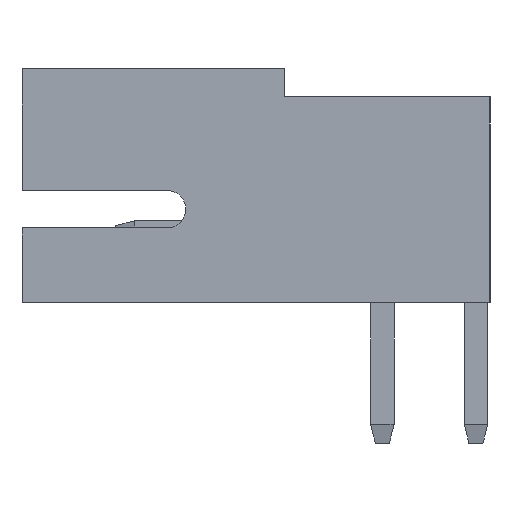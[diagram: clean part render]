
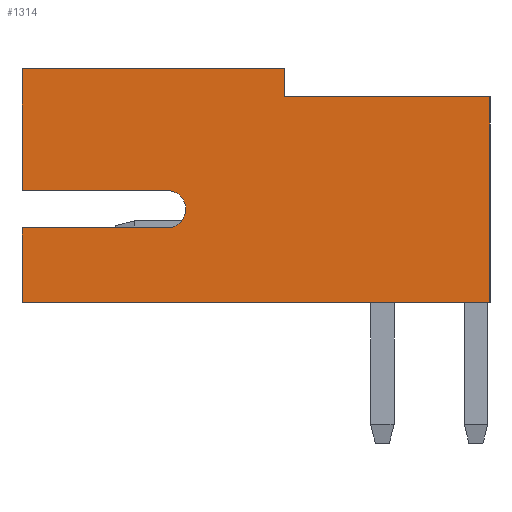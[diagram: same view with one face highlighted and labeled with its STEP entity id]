
A CAD part, left-side view. The second image highlights one B-rep face of the part: STEP entity #1314.
In plain terms, the highlighted planar face has unit normal (-1, 0, 0).
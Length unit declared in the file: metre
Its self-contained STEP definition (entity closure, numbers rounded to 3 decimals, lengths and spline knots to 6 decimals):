
#1214 = EDGE_CURVE( '', #3222, #3223, #3224, .T. );
#1280 = EDGE_CURVE( '', #3326, #3327, #3328, .T. );
#1314 = ADVANCED_FACE( '', ( #3383 ), #3384, .T. );
#1472 = EDGE_CURVE( '', #2844, #3627, #3628, .T. );
#1514 = EDGE_CURVE( '', #3690, #3691, #3692, .T. );
#1978 = EDGE_CURVE( '', #3890, #4125, #4338, .T. );
#2056 = EDGE_CURVE( '', #3890, #2844, #4440, .T. );
#2326 = EDGE_CURVE( '', #3690, #3327, #4784, .T. );
#2416 = EDGE_CURVE( '', #3326, #3222, #4891, .T. );
#2424 = EDGE_CURVE( '', #4133, #3691, #4901, .T. );
#2552 = EDGE_CURVE( '', #4125, #3223, #5057, .T. );
#2694 = EDGE_CURVE( '', #3627, #4133, #5227, .T. );
#2844 = VERTEX_POINT( '', #5409 );
#3222 = VERTEX_POINT( '', #5916 );
#3223 = VERTEX_POINT( '', #5917 );
#3224 = LINE( '', #5918, #5919 );
#3326 = VERTEX_POINT( '', #6054 );
#3327 = VERTEX_POINT( '', #6055 );
#3328 = CIRCLE( '', #6056, 0.0004 );
#3383 = FACE_OUTER_BOUND( '', #6130, .T. );
#3384 = PLANE( '', #6131 );
#3627 = VERTEX_POINT( '', #6479 );
#3628 = LINE( '', #6480, #6481 );
#3690 = VERTEX_POINT( '', #6575 );
#3691 = VERTEX_POINT( '', #6576 );
#3692 = LINE( '', #6577, #6578 );
#3890 = VERTEX_POINT( '', #6861 );
#4125 = VERTEX_POINT( '', #7213 );
#4133 = VERTEX_POINT( '', #7225 );
#4338 = LINE( '', #7539, #7540 );
#4440 = LINE( '', #7683, #7684 );
#4784 = CIRCLE( '', #8198, 0.0004 );
#4891 = LINE( '', #8370, #8371 );
#4901 = LINE( '', #8384, #8385 );
#5057 = LINE( '', #8627, #8628 );
#5227 = LINE( '', #8891, #8892 );
#5409 = CARTESIAN_POINT( '', ( -0.005, -0.0006, 0.004405 ) );
#5916 = CARTESIAN_POINT( '', ( -0.005, 0.005, 0.001605 ) );
#5917 = CARTESIAN_POINT( '', ( -0.005, 0.005, 0.000005 ) );
#5918 = CARTESIAN_POINT( '', ( -0.005, 0.005, 0.00235 ) );
#5919 = VECTOR( '', #9429, 1. );
#6054 = CARTESIAN_POINT( '', ( -0.005, 0.0019, 0.001605 ) );
#6055 = CARTESIAN_POINT( '', ( -0.005, 0.0015, 0.002005 ) );
#6056 = AXIS2_PLACEMENT_3D( '', #9576, #9577, #9578 );
#6130 = EDGE_LOOP( '', ( #9646, #9647, #9648, #9649, #9650, #9651, #9652, #9653, #9654, #9655, #9656 ) );
#6131 = AXIS2_PLACEMENT_3D( '', #9657, #9658, #9659 );
#6479 = CARTESIAN_POINT( '', ( -0.005, -0.0006, 0.005005 ) );
#6480 = CARTESIAN_POINT( '', ( -0.005, -0.0006, 0.00235 ) );
#6481 = VECTOR( '', #9964, 1. );
#6575 = CARTESIAN_POINT( '', ( -0.005, 0.0019, 0.002405 ) );
#6576 = CARTESIAN_POINT( '', ( -0.005, 0.005, 0.002405 ) );
#6577 = CARTESIAN_POINT( '', ( -0.005, 0.0047, 0.002405 ) );
#6578 = VECTOR( '', #10016, 1. );
#6861 = CARTESIAN_POINT( '', ( -0.005, -0.005, 0.004405 ) );
#7213 = CARTESIAN_POINT( '', ( -0.005, -0.005, 0.000005 ) );
#7225 = CARTESIAN_POINT( '', ( -0.005, 0.005, 0.005005 ) );
#7539 = CARTESIAN_POINT( '', ( -0.005, -0.005, 0.00235 ) );
#7540 = VECTOR( '', #10779, 1. );
#7683 = CARTESIAN_POINT( '', ( -0.005, 0.005, 0.004405 ) );
#7684 = VECTOR( '', #10955, 1. );
#8198 = AXIS2_PLACEMENT_3D( '', #11462, #11463, #11464 );
#8370 = CARTESIAN_POINT( '', ( -0.005, 0.005, 0.001605 ) );
#8371 = VECTOR( '', #11592, 1. );
#8384 = CARTESIAN_POINT( '', ( -0.005, 0.005, 0.00235 ) );
#8385 = VECTOR( '', #11614, 1. );
#8627 = CARTESIAN_POINT( '', ( -0.005, 0.005, 0.000005 ) );
#8628 = VECTOR( '', #11865, 1. );
#8891 = CARTESIAN_POINT( '', ( -0.005, 0.005, 0.005005 ) );
#8892 = VECTOR( '', #12110, 1. );
#9429 = DIRECTION( '', ( 0., 0., -1. ) );
#9576 = CARTESIAN_POINT( '', ( -0.005, 0.0019, 0.002005 ) );
#9577 = DIRECTION( '', ( -1., 0., 0. ) );
#9578 = DIRECTION( '', ( 0., 0., -1. ) );
#9646 = ORIENTED_EDGE( '', *, *, #2552, .F. );
#9647 = ORIENTED_EDGE( '', *, *, #1978, .F. );
#9648 = ORIENTED_EDGE( '', *, *, #2056, .T. );
#9649 = ORIENTED_EDGE( '', *, *, #1472, .T. );
#9650 = ORIENTED_EDGE( '', *, *, #2694, .T. );
#9651 = ORIENTED_EDGE( '', *, *, #2424, .T. );
#9652 = ORIENTED_EDGE( '', *, *, #1514, .F. );
#9653 = ORIENTED_EDGE( '', *, *, #2326, .T. );
#9654 = ORIENTED_EDGE( '', *, *, #1280, .F. );
#9655 = ORIENTED_EDGE( '', *, *, #2416, .T. );
#9656 = ORIENTED_EDGE( '', *, *, #1214, .T. );
#9657 = CARTESIAN_POINT( '', ( -0.005, -0.003912, 0.002806 ) );
#9658 = DIRECTION( '', ( -1., 0., 0. ) );
#9659 = DIRECTION( '', ( 0., -1., 0. ) );
#9964 = DIRECTION( '', ( 0., 0., 1. ) );
#10016 = DIRECTION( '', ( 0., 1., 0. ) );
#10779 = DIRECTION( '', ( 0., 0., -1. ) );
#10955 = DIRECTION( '', ( 0., 1., 0. ) );
#11462 = CARTESIAN_POINT( '', ( -0.005, 0.0019, 0.002005 ) );
#11463 = DIRECTION( '', ( 1., 0., 0. ) );
#11464 = DIRECTION( '', ( 0., 0., 1. ) );
#11592 = DIRECTION( '', ( 0., 1., 0. ) );
#11614 = DIRECTION( '', ( 0., 0., -1. ) );
#11865 = DIRECTION( '', ( 0., 1., 0. ) );
#12110 = DIRECTION( '', ( 0., 1., 0. ) );
